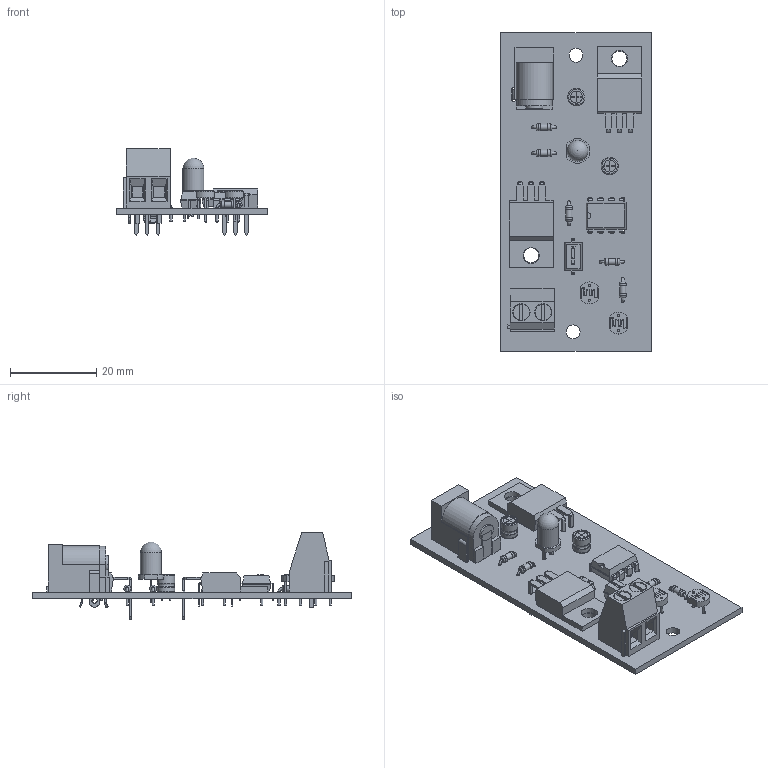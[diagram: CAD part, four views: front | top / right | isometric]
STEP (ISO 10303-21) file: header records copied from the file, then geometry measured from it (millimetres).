
FILE_DESCRIPTION(('KiCad electronic assembly'),'2;1');
FILE_NAME('lm393_ldr_save_rocket.step','2025-06-28T00:09:00',('Pcbnew'), ('Kicad'),'Open CASCADE STEP processor 7.8','KiCad to STEP converter', 'Unknown');
FILE_SCHEMA(('AUTOMOTIVE_DESIGN { 1 0 10303 214 1 1 1 1 }'));
Length unit declared in the file: millimetre
Products named in the file (11): lm393_ldr_save_rocket 1; TerminalBlock_Phoenix_MKDS-1,5-2-5.08_1x02_P5.08mm_Horizontal; BarrelJack_GCT_DCJ200-10-A_Horizontal; R_Axial_DIN0204_L3.6mm_D1.6mm_P5.08mm_Horizontal; DIP-8_W7.62mm; CP_Radial_D4.0mm_P2.00mm; R_LDR_5.1x4.3mm_P3.4mm_Vertical; TO-220-3_Horizontal_TabDown; LED_D5.0mm; SW_DIP_SPSTx01_Slide_6.7x4.1mm_W7.62mm_P2.54mm_LowProfile; lm393_ldr_save_rocket_PCB
Assembly tree (17 placements, depth 2):
  lm393_ldr_save_rocket 1
    TerminalBlock_Phoenix_MKDS-1,5-2-5.08_1x02_P5.08mm_Horizontal
    BarrelJack_GCT_DCJ200-10-A_Horizontal
    R_Axial_DIN0204_L3.6mm_D1.6mm_P5.08mm_Horizontal  x5
    DIP-8_W7.62mm
    CP_Radial_D4.0mm_P2.00mm  x2
    R_LDR_5.1x4.3mm_P3.4mm_Vertical  x2
    TO-220-3_Horizontal_TabDown  x2
    LED_D5.0mm
    SW_DIP_SPSTx01_Slide_6.7x4.1mm_W7.62mm_P2.54mm_LowProfile
    lm393_ldr_save_rocket_PCB
Bounding box: 35 x 74 x 20.13 mm (x, y, z)
Volume: 7465.8 mm3; surface area: 10367.4 mm2
Topology: 19 solids, 21 shells, 936 faces, 2311 edges, 1457 vertices
Faces by surface type: plane 664, cylinder 174, bspline 60, torus 24, revolution 12, sphere 2
Full cylindrical faces by diameter (mm): 0.3 x4, 0.5 x18, 0.6 x4, 0.7 x10, 0.8 x6, 0.9 x2, 1 x8, 1.1 x6, 1.2 x1, 1.3 x2, 1.44 x5, 1.6 x10, 2 x1, 3.2 x2, 3.5 x2, 3.735 x2, 3.8 x2, 4 x2, 4.9 x1, 6.3 x1
Entity records: 25981 total; most frequent: CARTESIAN_POINT 5003, ORIENTED_EDGE 3476, DIRECTION 3290, EDGE_CURVE 1736, LINE 1332, VECTOR 1332, VERTEX_POINT 1094, AXIS2_PLACEMENT_3D 976
